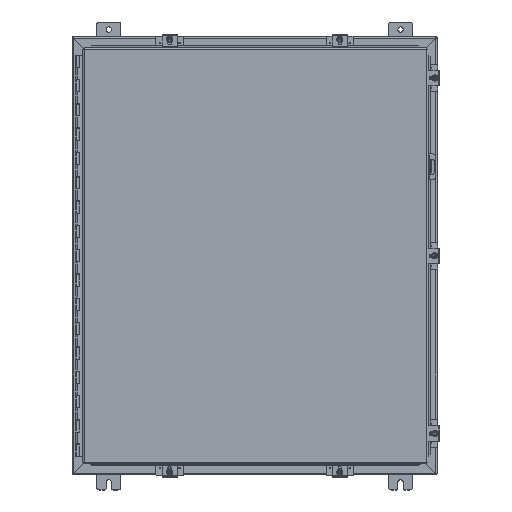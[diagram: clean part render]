
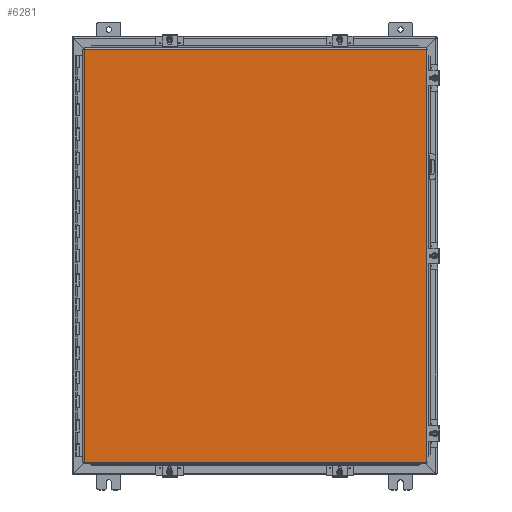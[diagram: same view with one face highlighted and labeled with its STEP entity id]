
A CAD part, top view. The second image highlights one B-rep face of the part: STEP entity #6281.
In plain terms, the highlighted face is planar.
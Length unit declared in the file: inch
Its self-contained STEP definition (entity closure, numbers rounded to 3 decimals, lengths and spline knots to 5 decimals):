
#4940 = VECTOR ( 'NONE', #30542, 39.37008 ) ;
#6182 = CARTESIAN_POINT ( 'NONE',  ( 14.08225, -16.9885, 0. ) ) ;
#6281 = ADVANCED_FACE ( 'NONE', ( #37867 ), #20420, .F. ) ;
#10647 = CARTESIAN_POINT ( 'NONE',  ( 14.08225, 16.9885, 0. ) ) ;
#11045 = DIRECTION ( 'NONE',  ( 0., -1., 0. ) ) ;
#12277 = DIRECTION ( 'NONE',  ( 1., 0., 0. ) ) ;
#12454 = DIRECTION ( 'NONE',  ( 0., 0., 1. ) ) ;
#12599 = CARTESIAN_POINT ( 'NONE',  ( 0., 0., 0. ) ) ;
#13282 = CARTESIAN_POINT ( 'NONE',  ( -14.08225, -8.49425, 0. ) ) ;
#13981 = EDGE_CURVE ( 'NONE', #16353, #32097, #36505, .T. ) ;
#15081 = EDGE_CURVE ( 'NONE', #32097, #41287, #40555, .T. ) ;
#15213 = DIRECTION ( 'NONE',  ( 0., 1., 0. ) ) ;
#15242 = CARTESIAN_POINT ( 'NONE',  ( 14.08225, 8.49425, 0. ) ) ;
#16277 = EDGE_CURVE ( 'NONE', #43893, #16353, #46240, .T. ) ;
#16353 = VERTEX_POINT ( 'NONE', #6182 ) ;
#18460 = CARTESIAN_POINT ( 'NONE',  ( -14.08225, 16.9885, 0. ) ) ;
#18569 = ORIENTED_EDGE ( 'NONE', *, *, #16277, .T. ) ;
#20420 = PLANE ( 'NONE',  #46878 ) ;
#20770 = EDGE_CURVE ( 'NONE', #41287, #43893, #43936, .T. ) ;
#21670 = EDGE_LOOP ( 'NONE', ( #37497, #26919, #18569, #40920 ) ) ;
#26320 = VECTOR ( 'NONE', #11045, 39.37008 ) ;
#26919 = ORIENTED_EDGE ( 'NONE', *, *, #20770, .T. ) ;
#30542 = DIRECTION ( 'NONE',  ( 1., 0., 0. ) ) ;
#30700 = CARTESIAN_POINT ( 'NONE',  ( -7.09375, 16.9885, 0. ) ) ;
#32097 = VERTEX_POINT ( 'NONE', #37547 ) ;
#35360 = DIRECTION ( 'NONE',  ( -1., 0., 0. ) ) ;
#36505 = LINE ( 'NONE', #41685, #46631 ) ;
#37497 = ORIENTED_EDGE ( 'NONE', *, *, #15081, .T. ) ;
#37547 = CARTESIAN_POINT ( 'NONE',  ( -14.08225, -16.9885, 0. ) ) ;
#37867 = FACE_OUTER_BOUND ( 'NONE', #21670, .T. ) ;
#39323 = VECTOR ( 'NONE', #15213, 39.37008 ) ;
#40555 = LINE ( 'NONE', #13282, #39323 ) ;
#40920 = ORIENTED_EDGE ( 'NONE', *, *, #13981, .T. ) ;
#41287 = VERTEX_POINT ( 'NONE', #18460 ) ;
#41685 = CARTESIAN_POINT ( 'NONE',  ( 7.04113, -16.9885, 0. ) ) ;
#43893 = VERTEX_POINT ( 'NONE', #10647 ) ;
#43936 = LINE ( 'NONE', #30700, #4940 ) ;
#46240 = LINE ( 'NONE', #15242, #26320 ) ;
#46631 = VECTOR ( 'NONE', #35360, 39.37008 ) ;
#46878 = AXIS2_PLACEMENT_3D ( 'NONE', #12599, #12454, #12277 ) ;
